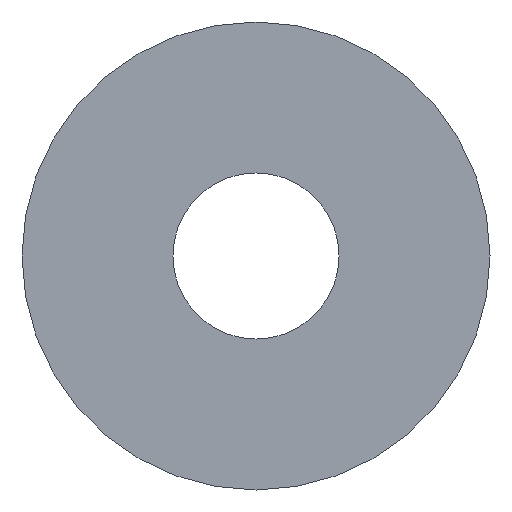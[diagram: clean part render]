
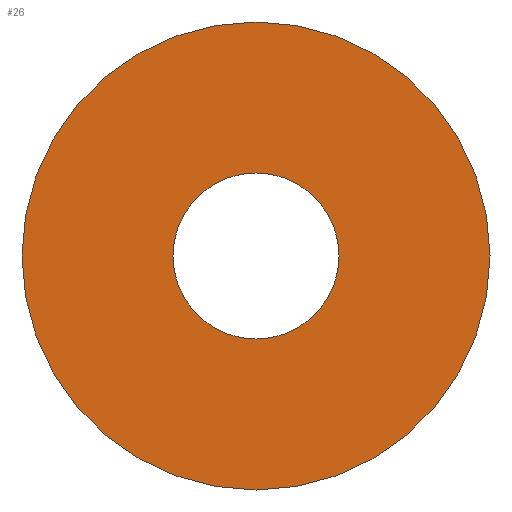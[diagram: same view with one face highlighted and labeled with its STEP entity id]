
A CAD part, front view. The second image highlights one B-rep face of the part: STEP entity #26.
In plain terms, the highlighted planar face has unit normal (0, -1, 0).
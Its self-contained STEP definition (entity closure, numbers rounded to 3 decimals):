
#6 = DIRECTION ( 'NONE',  ( 0., 1., 0. ) ) ;
#7 = PLANE ( 'NONE',  #190 ) ;
#11 = DIRECTION ( 'NONE',  ( 0., 1., 0. ) ) ;
#26 = ADVANCED_FACE ( 'NONE', ( #215, #107 ), #7, .F. ) ;
#31 = CIRCLE ( 'NONE', #171, 27.5 ) ;
#42 = ORIENTED_EDGE ( 'NONE', *, *, #46, .T. ) ;
#46 = EDGE_CURVE ( 'NONE', #99, #157, #31, .T. ) ;
#57 = ORIENTED_EDGE ( 'NONE', *, *, #131, .F. ) ;
#61 = VERTEX_POINT ( 'NONE', #142 ) ;
#66 = DIRECTION ( 'NONE',  ( 0., 1., 0. ) ) ;
#69 = EDGE_CURVE ( 'NONE', #157, #99, #149, .T. ) ;
#70 = DIRECTION ( 'NONE',  ( 0., 0., 1. ) ) ;
#83 = AXIS2_PLACEMENT_3D ( 'NONE', #234, #66, #235 ) ;
#86 = DIRECTION ( 'NONE',  ( 0., 0., 1. ) ) ;
#97 = AXIS2_PLACEMENT_3D ( 'NONE', #108, #216, #86 ) ;
#99 = VERTEX_POINT ( 'NONE', #122 ) ;
#102 = CARTESIAN_POINT ( 'NONE',  ( 0., 0., 0. ) ) ;
#103 = DIRECTION ( 'NONE',  ( 0., 1., 0. ) ) ;
#107 = FACE_BOUND ( 'NONE', #246, .T. ) ;
#108 = CARTESIAN_POINT ( 'NONE',  ( 0., 0., 0. ) ) ;
#109 = CARTESIAN_POINT ( 'NONE',  ( 0., 0., -27.5 ) ) ;
#117 = AXIS2_PLACEMENT_3D ( 'NONE', #132, #11, #201 ) ;
#122 = CARTESIAN_POINT ( 'NONE',  ( 0., 0., 27.5 ) ) ;
#126 = VERTEX_POINT ( 'NONE', #181 ) ;
#131 = EDGE_CURVE ( 'NONE', #126, #61, #185, .T. ) ;
#132 = CARTESIAN_POINT ( 'NONE',  ( 0., 0., 0. ) ) ;
#138 = CIRCLE ( 'NONE', #117, 77.5 ) ;
#142 = CARTESIAN_POINT ( 'NONE',  ( 0., 0., 77.5 ) ) ;
#144 = DIRECTION ( 'NONE',  ( 0., 0., 1. ) ) ;
#149 = CIRCLE ( 'NONE', #97, 27.5 ) ;
#157 = VERTEX_POINT ( 'NONE', #109 ) ;
#165 = EDGE_CURVE ( 'NONE', #61, #126, #138, .T. ) ;
#171 = AXIS2_PLACEMENT_3D ( 'NONE', #236, #6, #70 ) ;
#181 = CARTESIAN_POINT ( 'NONE',  ( 0., 0., -77.5 ) ) ;
#185 = CIRCLE ( 'NONE', #83, 77.5 ) ;
#190 = AXIS2_PLACEMENT_3D ( 'NONE', #102, #103, #144 ) ;
#198 = ORIENTED_EDGE ( 'NONE', *, *, #165, .F. ) ;
#201 = DIRECTION ( 'NONE',  ( 0., 0., 1. ) ) ;
#208 = EDGE_LOOP ( 'NONE', ( #57, #198 ) ) ;
#215 = FACE_OUTER_BOUND ( 'NONE', #208, .T. ) ;
#216 = DIRECTION ( 'NONE',  ( 0., 1., 0. ) ) ;
#229 = ORIENTED_EDGE ( 'NONE', *, *, #69, .T. ) ;
#234 = CARTESIAN_POINT ( 'NONE',  ( 0., 0., 0. ) ) ;
#235 = DIRECTION ( 'NONE',  ( 0., 0., 1. ) ) ;
#236 = CARTESIAN_POINT ( 'NONE',  ( 0., 0., 0. ) ) ;
#246 = EDGE_LOOP ( 'NONE', ( #229, #42 ) ) ;
